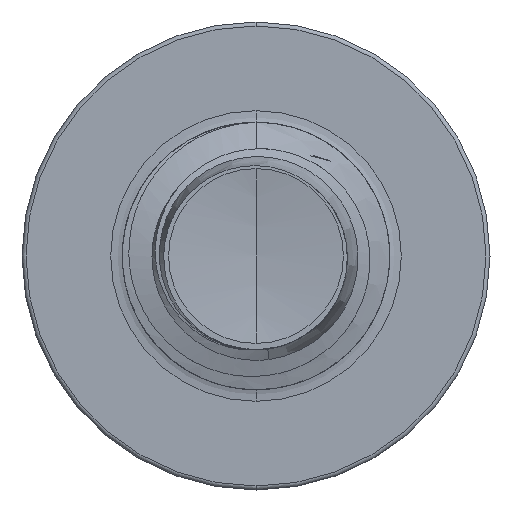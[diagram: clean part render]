
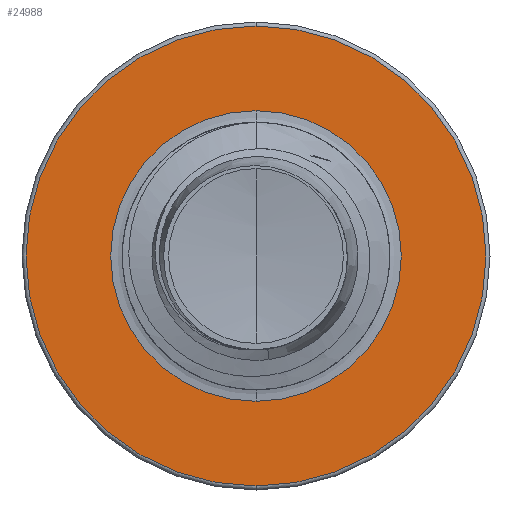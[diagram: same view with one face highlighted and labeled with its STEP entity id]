
A CAD part, front view. The second image highlights one B-rep face of the part: STEP entity #24988.
In plain terms, the highlighted planar face has unit normal (0, -1, 0).
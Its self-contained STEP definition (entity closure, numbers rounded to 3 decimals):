
#1337 = CARTESIAN_POINT ( 'NONE',  ( 0., 16., -3.44 ) ) ;
#1612 = DIRECTION ( 'NONE',  ( 0., 1., 0. ) ) ;
#1702 = CARTESIAN_POINT ( 'NONE',  ( 0., 16., 0. ) ) ;
#2492 = EDGE_CURVE ( 'NONE', #8618, #19691, #30395, .T. ) ;
#3504 = AXIS2_PLACEMENT_3D ( 'NONE', #21308, #4801, #24066 ) ;
#3976 = EDGE_LOOP ( 'NONE', ( #12524, #20412 ) ) ;
#4447 = DIRECTION ( 'NONE',  ( 0., 0., 1. ) ) ;
#4699 = CIRCLE ( 'NONE', #11552, 3.44 ) ;
#4801 = DIRECTION ( 'NONE',  ( 0., 1., 0. ) ) ;
#5422 = VERTEX_POINT ( 'NONE', #1337 ) ;
#6492 = ORIENTED_EDGE ( 'NONE', *, *, #2492, .T. ) ;
#6807 = EDGE_CURVE ( 'NONE', #5422, #15449, #19819, .T. ) ;
#6952 = DIRECTION ( 'NONE',  ( 0., 1., 0. ) ) ;
#8618 = VERTEX_POINT ( 'NONE', #17554 ) ;
#8729 = DIRECTION ( 'NONE',  ( 0., 1., 0. ) ) ;
#9826 = CARTESIAN_POINT ( 'NONE',  ( 0., 16., 3.44 ) ) ;
#10531 = CIRCLE ( 'NONE', #3504, 2.174 ) ;
#10884 = FACE_OUTER_BOUND ( 'NONE', #3976, .T. ) ;
#11552 = AXIS2_PLACEMENT_3D ( 'NONE', #23511, #6952, #26192 ) ;
#12524 = ORIENTED_EDGE ( 'NONE', *, *, #24756, .F. ) ;
#12916 = EDGE_LOOP ( 'NONE', ( #14908, #6492 ) ) ;
#14908 = ORIENTED_EDGE ( 'NONE', *, *, #26771, .T. ) ;
#15209 = FACE_BOUND ( 'NONE', #12916, .T. ) ;
#15314 = PLANE ( 'NONE',  #26262 ) ;
#15449 = VERTEX_POINT ( 'NONE', #9826 ) ;
#17554 = CARTESIAN_POINT ( 'NONE',  ( 0., 16., -2.174 ) ) ;
#19130 = AXIS2_PLACEMENT_3D ( 'NONE', #1702, #20946, #4447 ) ;
#19691 = VERTEX_POINT ( 'NONE', #19843 ) ;
#19819 = CIRCLE ( 'NONE', #26873, 3.44 ) ;
#19843 = CARTESIAN_POINT ( 'NONE',  ( 0., 16., 2.174 ) ) ;
#20412 = ORIENTED_EDGE ( 'NONE', *, *, #6807, .F. ) ;
#20859 = DIRECTION ( 'NONE',  ( 0., 0., 1. ) ) ;
#20946 = DIRECTION ( 'NONE',  ( 0., 1., 0. ) ) ;
#21308 = CARTESIAN_POINT ( 'NONE',  ( 0., 16., 0. ) ) ;
#23511 = CARTESIAN_POINT ( 'NONE',  ( 0., 16., 0. ) ) ;
#24066 = DIRECTION ( 'NONE',  ( 0., 0., 1. ) ) ;
#24756 = EDGE_CURVE ( 'NONE', #15449, #5422, #4699, .T. ) ;
#24988 = ADVANCED_FACE ( 'NONE', ( #10884, #15209 ), #15314, .F. ) ;
#25197 = CARTESIAN_POINT ( 'NONE',  ( 0., 16., 0. ) ) ;
#26192 = DIRECTION ( 'NONE',  ( 0., 0., 1. ) ) ;
#26262 = AXIS2_PLACEMENT_3D ( 'NONE', #34218, #1612, #20859 ) ;
#26771 = EDGE_CURVE ( 'NONE', #19691, #8618, #10531, .T. ) ;
#26873 = AXIS2_PLACEMENT_3D ( 'NONE', #25197, #8729, #27871 ) ;
#27871 = DIRECTION ( 'NONE',  ( 0., 0., 1. ) ) ;
#30395 = CIRCLE ( 'NONE', #19130, 2.174 ) ;
#34218 = CARTESIAN_POINT ( 'NONE',  ( 0., 16., -2.174 ) ) ;
